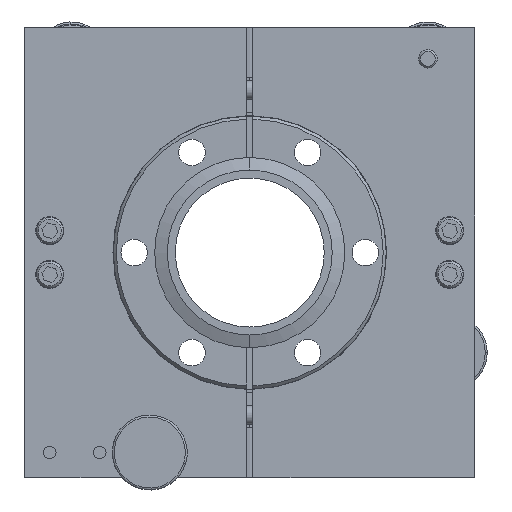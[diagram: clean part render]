
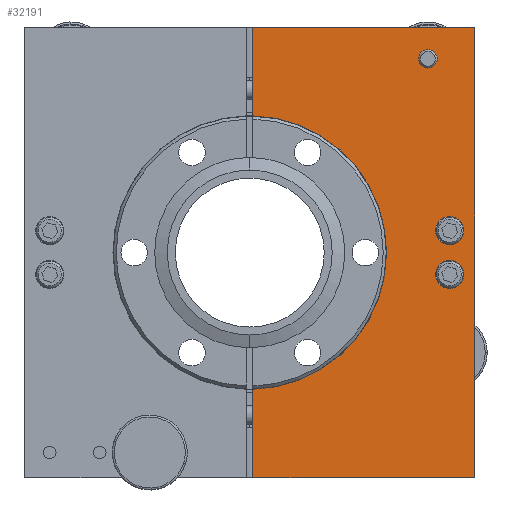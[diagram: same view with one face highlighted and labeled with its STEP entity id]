
A CAD part, front view. The second image highlights one B-rep face of the part: STEP entity #32191.
In plain terms, the highlighted planar face has unit normal (0, -1, 0).
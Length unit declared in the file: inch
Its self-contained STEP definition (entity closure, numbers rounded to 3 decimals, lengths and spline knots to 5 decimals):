
#382 = CARTESIAN_POINT ( 'NONE',  ( 0.031, -0.25, -2.25 ) ) ;
#954 = CARTESIAN_POINT ( 'NONE',  ( 0.031, -0.25, 2.25 ) ) ;
#1340 = ORIENTED_EDGE ( 'NONE', *, *, #42026, .F. ) ;
#3211 = DIRECTION ( 'NONE',  ( 0., 1., 0. ) ) ;
#5579 = ORIENTED_EDGE ( 'NONE', *, *, #21561, .F. ) ;
#5642 = EDGE_CURVE ( 'NONE', #37565, #18862, #12307, .T. ) ;
#6405 = EDGE_LOOP ( 'NONE', ( #45286, #5579, #47337, #48832, #31284, #6663 ) ) ;
#6453 = EDGE_CURVE ( 'NONE', #18862, #27197, #48589, .T. ) ;
#6612 = EDGE_CURVE ( 'NONE', #20960, #36628, #46013, .T. ) ;
#6663 = ORIENTED_EDGE ( 'NONE', *, *, #9547, .F. ) ;
#9547 = EDGE_CURVE ( 'NONE', #68458, #37565, #16961, .T. ) ;
#11083 = CIRCLE ( 'NONE', #33437, 0.1405 ) ;
#12249 = CARTESIAN_POINT ( 'NONE',  ( 1.781, -0.25, 1.938 ) ) ;
#12307 = LINE ( 'NONE', #54619, #67277 ) ;
#13043 = EDGE_LOOP ( 'NONE', ( #52100, #1340 ) ) ;
#13115 = CIRCLE ( 'NONE', #42709, 0.1405 ) ;
#13157 = CARTESIAN_POINT ( 'NONE',  ( 0.031, -0.25, -1.36765 ) ) ;
#13738 = CIRCLE ( 'NONE', #47450, 0.1405 ) ;
#14012 = EDGE_CURVE ( 'NONE', #31427, #68458, #60709, .T. ) ;
#16961 = CIRCLE ( 'NONE', #33788, 1.368 ) ;
#17118 = CARTESIAN_POINT ( 'NONE',  ( 2., -0.25, 0.219 ) ) ;
#17566 = DIRECTION ( 'NONE',  ( 0., 0., 1. ) ) ;
#17796 = DIRECTION ( 'NONE',  ( 0., 0., 1. ) ) ;
#17832 = CARTESIAN_POINT ( 'NONE',  ( 2., -0.25, 0.219 ) ) ;
#18862 = VERTEX_POINT ( 'NONE', #954 ) ;
#18981 = DIRECTION ( 'NONE',  ( 0., 0., 1. ) ) ;
#19530 = CARTESIAN_POINT ( 'NONE',  ( 2., -0.25, 0.3595 ) ) ;
#19566 = DIRECTION ( 'NONE',  ( 0., -1., 0. ) ) ;
#20288 = VECTOR ( 'NONE', #31670, 39.37008 ) ;
#20960 = VERTEX_POINT ( 'NONE', #55109 ) ;
#21561 = EDGE_CURVE ( 'NONE', #24841, #31427, #53062, .T. ) ;
#22327 = AXIS2_PLACEMENT_3D ( 'NONE', #35034, #3211, #40381 ) ;
#22479 = DIRECTION ( 'NONE',  ( 0., 0., -1. ) ) ;
#23203 = DIRECTION ( 'NONE',  ( 0., 0., -1. ) ) ;
#23296 = CARTESIAN_POINT ( 'NONE',  ( 0., -0.25, 0. ) ) ;
#23699 = CARTESIAN_POINT ( 'NONE',  ( 2., -0.25, -0.0785 ) ) ;
#23888 = EDGE_CURVE ( 'NONE', #27197, #24841, #66963, .T. ) ;
#24841 = VERTEX_POINT ( 'NONE', #32613 ) ;
#25751 = VERTEX_POINT ( 'NONE', #23699 ) ;
#27035 = FACE_OUTER_BOUND ( 'NONE', #6405, .T. ) ;
#27097 = CARTESIAN_POINT ( 'NONE',  ( 0.031, -0.25, 1.36765 ) ) ;
#27197 = VERTEX_POINT ( 'NONE', #39054 ) ;
#28303 = CIRCLE ( 'NONE', #22327, 0.09325 ) ;
#28635 = DIRECTION ( 'NONE',  ( 0., 0., 1. ) ) ;
#28968 = CARTESIAN_POINT ( 'NONE',  ( 2., -0.25, -0.219 ) ) ;
#29941 = CARTESIAN_POINT ( 'NONE',  ( 0., -0.25, 0. ) ) ;
#30158 = EDGE_CURVE ( 'NONE', #36628, #20960, #11083, .T. ) ;
#30470 = AXIS2_PLACEMENT_3D ( 'NONE', #12249, #49490, #17566 ) ;
#31284 = ORIENTED_EDGE ( 'NONE', *, *, #5642, .F. ) ;
#31345 = EDGE_LOOP ( 'NONE', ( #41171, #35960 ) ) ;
#31427 = VERTEX_POINT ( 'NONE', #40254 ) ;
#31670 = DIRECTION ( 'NONE',  ( 1., 0., 0. ) ) ;
#31964 = CIRCLE ( 'NONE', #30470, 0.09325 ) ;
#32191 = ADVANCED_FACE ( 'NONE', ( #41174, #67870, #55411, #27035 ), #61628, .F. ) ;
#32613 = CARTESIAN_POINT ( 'NONE',  ( 2.25, -0.25, -2.25 ) ) ;
#33437 = AXIS2_PLACEMENT_3D ( 'NONE', #17118, #54395, #22479 ) ;
#33788 = AXIS2_PLACEMENT_3D ( 'NONE', #23296, #60557, #28635 ) ;
#34017 = CARTESIAN_POINT ( 'NONE',  ( 2., -0.25, -0.3595 ) ) ;
#34091 = CARTESIAN_POINT ( 'NONE',  ( 1.781, -0.25, 1.84475 ) ) ;
#34329 = DIRECTION ( 'NONE',  ( 0., 0., -1. ) ) ;
#34402 = EDGE_CURVE ( 'NONE', #56551, #25751, #13115, .T. ) ;
#35034 = CARTESIAN_POINT ( 'NONE',  ( 1.781, -0.25, 1.938 ) ) ;
#35284 = DIRECTION ( 'NONE',  ( 0., 0., 1. ) ) ;
#35960 = ORIENTED_EDGE ( 'NONE', *, *, #30158, .F. ) ;
#36628 = VERTEX_POINT ( 'NONE', #19530 ) ;
#37565 = VERTEX_POINT ( 'NONE', #27097 ) ;
#37773 = DIRECTION ( 'NONE',  ( -1., 0., 0. ) ) ;
#38798 = EDGE_LOOP ( 'NONE', ( #50992, #67428 ) ) ;
#38867 = VECTOR ( 'NONE', #37773, 39.37008 ) ;
#39054 = CARTESIAN_POINT ( 'NONE',  ( 2.25, -0.25, 2.25 ) ) ;
#39095 = VERTEX_POINT ( 'NONE', #34091 ) ;
#40254 = CARTESIAN_POINT ( 'NONE',  ( 0.031, -0.25, -2.25 ) ) ;
#40381 = DIRECTION ( 'NONE',  ( 0., 0., 1. ) ) ;
#41171 = ORIENTED_EDGE ( 'NONE', *, *, #6612, .F. ) ;
#41174 = FACE_BOUND ( 'NONE', #38798, .T. ) ;
#41305 = DIRECTION ( 'NONE',  ( 0., 0., -1. ) ) ;
#41539 = CARTESIAN_POINT ( 'NONE',  ( 2.25, -0.25, -2.25 ) ) ;
#42026 = EDGE_CURVE ( 'NONE', #25751, #56551, #13738, .T. ) ;
#42709 = AXIS2_PLACEMENT_3D ( 'NONE', #51448, #19566, #56801 ) ;
#45286 = ORIENTED_EDGE ( 'NONE', *, *, #14012, .F. ) ;
#46013 = CIRCLE ( 'NONE', #64213, 0.1405 ) ;
#46093 = AXIS2_PLACEMENT_3D ( 'NONE', #29941, #67199, #35284 ) ;
#47337 = ORIENTED_EDGE ( 'NONE', *, *, #23888, .F. ) ;
#47450 = AXIS2_PLACEMENT_3D ( 'NONE', #28968, #66217, #34329 ) ;
#47867 = VERTEX_POINT ( 'NONE', #49714 ) ;
#48589 = LINE ( 'NONE', #63569, #20288 ) ;
#48832 = ORIENTED_EDGE ( 'NONE', *, *, #6453, .F. ) ;
#49490 = DIRECTION ( 'NONE',  ( 0., 1., 0. ) ) ;
#49714 = CARTESIAN_POINT ( 'NONE',  ( 1.781, -0.25, 2.03125 ) ) ;
#50992 = ORIENTED_EDGE ( 'NONE', *, *, #53081, .T. ) ;
#51448 = CARTESIAN_POINT ( 'NONE',  ( 2., -0.25, -0.219 ) ) ;
#52100 = ORIENTED_EDGE ( 'NONE', *, *, #34402, .F. ) ;
#53062 = LINE ( 'NONE', #382, #38867 ) ;
#53081 = EDGE_CURVE ( 'NONE', #47867, #39095, #28303, .T. ) ;
#54395 = DIRECTION ( 'NONE',  ( 0., -1., 0. ) ) ;
#54619 = CARTESIAN_POINT ( 'NONE',  ( 0.031, -0.25, 1.36765 ) ) ;
#55109 = CARTESIAN_POINT ( 'NONE',  ( 2., -0.25, 0.0785 ) ) ;
#55116 = DIRECTION ( 'NONE',  ( 0., -1., 0. ) ) ;
#55411 = FACE_BOUND ( 'NONE', #13043, .T. ) ;
#56016 = CARTESIAN_POINT ( 'NONE',  ( 0.031, -0.25, -2.25 ) ) ;
#56551 = VERTEX_POINT ( 'NONE', #34017 ) ;
#56801 = DIRECTION ( 'NONE',  ( 0., 0., -1. ) ) ;
#59033 = VECTOR ( 'NONE', #18981, 39.37008 ) ;
#60557 = DIRECTION ( 'NONE',  ( 0., -1., 0. ) ) ;
#60709 = LINE ( 'NONE', #56016, #59033 ) ;
#61628 = PLANE ( 'NONE',  #46093 ) ;
#61649 = EDGE_CURVE ( 'NONE', #39095, #47867, #31964, .T. ) ;
#63569 = CARTESIAN_POINT ( 'NONE',  ( 0.031, -0.25, 2.25 ) ) ;
#64213 = AXIS2_PLACEMENT_3D ( 'NONE', #17832, #55116, #23203 ) ;
#65264 = VECTOR ( 'NONE', #41305, 39.37008 ) ;
#66217 = DIRECTION ( 'NONE',  ( 0., -1., 0. ) ) ;
#66963 = LINE ( 'NONE', #41539, #65264 ) ;
#67199 = DIRECTION ( 'NONE',  ( 0., 1., 0. ) ) ;
#67277 = VECTOR ( 'NONE', #17796, 39.37008 ) ;
#67428 = ORIENTED_EDGE ( 'NONE', *, *, #61649, .T. ) ;
#67870 = FACE_BOUND ( 'NONE', #31345, .T. ) ;
#68458 = VERTEX_POINT ( 'NONE', #13157 ) ;
